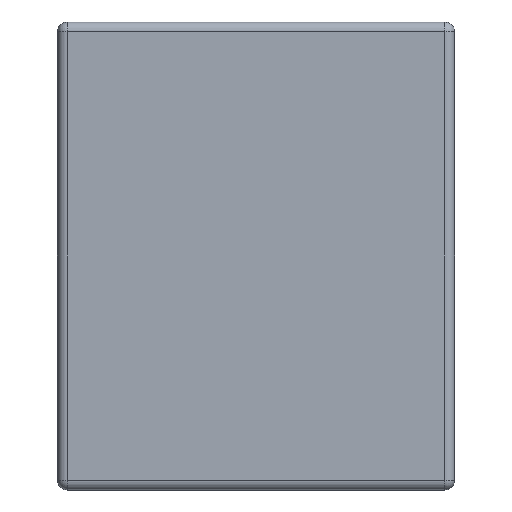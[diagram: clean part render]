
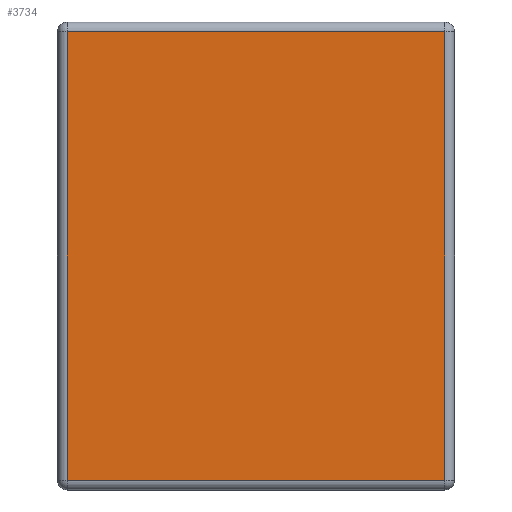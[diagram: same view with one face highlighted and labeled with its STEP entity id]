
A CAD part, left-side view. The second image highlights one B-rep face of the part: STEP entity #3734.
In plain terms, the highlighted planar face has unit normal (-1, 0, 0).
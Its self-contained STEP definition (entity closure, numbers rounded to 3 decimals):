
#340 = DIRECTION ( 'NONE',  ( 0., 0., -1. ) ) ;
#367 = CARTESIAN_POINT ( 'NONE',  ( 0., 1.4, -0.034 ) ) ;
#504 = LINE ( 'NONE', #3572, #3953 ) ;
#516 = CARTESIAN_POINT ( 'NONE',  ( 0., 0.034, -0.034 ) ) ;
#665 = ORIENTED_EDGE ( 'NONE', *, *, #1858, .T. ) ;
#849 = PLANE ( 'NONE',  #2190 ) ;
#858 = ORIENTED_EDGE ( 'NONE', *, *, #3568, .T. ) ;
#1060 = ORIENTED_EDGE ( 'NONE', *, *, #2908, .T. ) ;
#1152 = DIRECTION ( 'NONE',  ( -1., 0., 0. ) ) ;
#1154 = VECTOR ( 'NONE', #1782, 1000. ) ;
#1183 = ORIENTED_EDGE ( 'NONE', *, *, #3462, .T. ) ;
#1255 = LINE ( 'NONE', #1281, #3543 ) ;
#1281 = CARTESIAN_POINT ( 'NONE',  ( 0., 0.034, 0. ) ) ;
#1394 = EDGE_LOOP ( 'NONE', ( #1183, #665, #1060, #858 ) ) ;
#1573 = DIRECTION ( 'NONE',  ( 0., -1., 0. ) ) ;
#1630 = DIRECTION ( 'NONE',  ( 0., 0., 1. ) ) ;
#1721 = VERTEX_POINT ( 'NONE', #4474 ) ;
#1776 = LINE ( 'NONE', #2816, #4386 ) ;
#1782 = DIRECTION ( 'NONE',  ( 0., 1., 0. ) ) ;
#1858 = EDGE_CURVE ( 'NONE', #4414, #4203, #1255, .T. ) ;
#1923 = CARTESIAN_POINT ( 'NONE',  ( 0., 1.366, -1.616 ) ) ;
#2190 = AXIS2_PLACEMENT_3D ( 'NONE', #3569, #1152, #2554 ) ;
#2554 = DIRECTION ( 'NONE',  ( 0., 0., 1. ) ) ;
#2816 = CARTESIAN_POINT ( 'NONE',  ( 0., 1.366, -1.65 ) ) ;
#2908 = EDGE_CURVE ( 'NONE', #4203, #1721, #3530, .T. ) ;
#3462 = EDGE_CURVE ( 'NONE', #4232, #4414, #504, .T. ) ;
#3530 = LINE ( 'NONE', #367, #1154 ) ;
#3543 = VECTOR ( 'NONE', #1630, 1000. ) ;
#3568 = EDGE_CURVE ( 'NONE', #1721, #4232, #1776, .T. ) ;
#3569 = CARTESIAN_POINT ( 'NONE',  ( 0., 0., 0. ) ) ;
#3572 = CARTESIAN_POINT ( 'NONE',  ( 0., 0., -1.616 ) ) ;
#3734 = ADVANCED_FACE ( 'NONE', ( #3975 ), #849, .T. ) ;
#3953 = VECTOR ( 'NONE', #1573, 1000. ) ;
#3975 = FACE_OUTER_BOUND ( 'NONE', #1394, .T. ) ;
#4168 = CARTESIAN_POINT ( 'NONE',  ( 0., 0.034, -1.616 ) ) ;
#4203 = VERTEX_POINT ( 'NONE', #516 ) ;
#4232 = VERTEX_POINT ( 'NONE', #1923 ) ;
#4386 = VECTOR ( 'NONE', #340, 1000. ) ;
#4414 = VERTEX_POINT ( 'NONE', #4168 ) ;
#4474 = CARTESIAN_POINT ( 'NONE',  ( 0., 1.366, -0.034 ) ) ;
